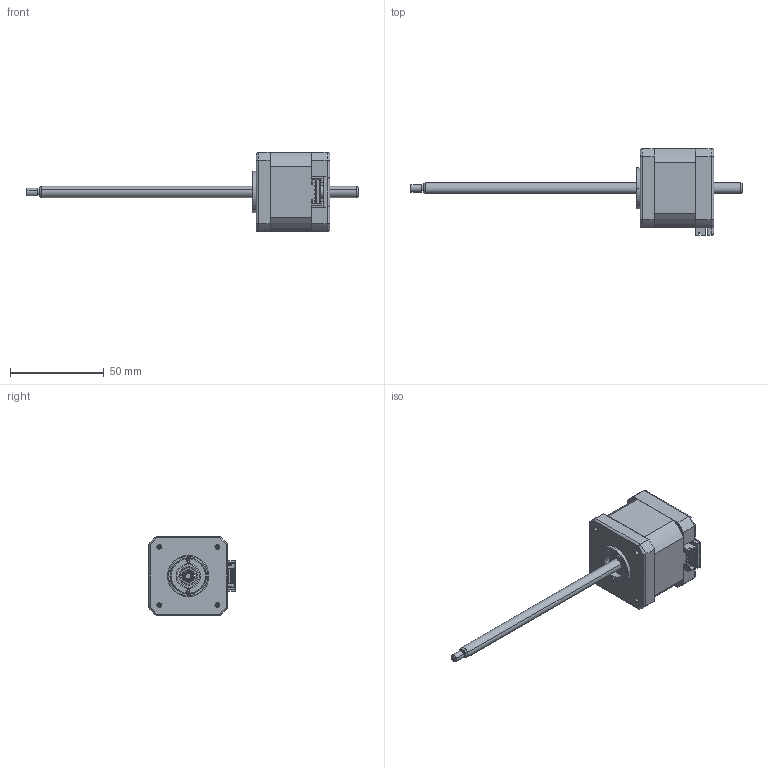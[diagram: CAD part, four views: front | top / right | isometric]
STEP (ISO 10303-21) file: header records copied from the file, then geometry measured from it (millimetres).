
FILE_DESCRIPTION (( 'STEP AP203' ), '1' );
FILE_NAME ('LN172S-W0601-170-S-150.STEP', '2019-04-13T08:31:24', ( 'Sky123.Org' ), ( 'Sky123.Org' ), 'SwSTEP 2.0', 'SolidWorks 2014', '' );
FILE_SCHEMA (( 'CONFIG_CONTROL_DESIGN' ));
Length unit declared in the file: millimetre
Products named in the file (1): LN172S-W0601-170-S-150
Bounding box: 177 x 46.2 x 42.2 mm (x, y, z)
Surface area: 18863.3 mm2 (no closed solid volume)
Topology: 0 solids, 18 shells, 290 faces, 957 edges, 670 vertices
Faces by surface type: plane 150, cylinder 70, cone 48, torus 14, sphere 8
Entity records: 11085 total; most frequent: CARTESIAN_POINT 2770, DIRECTION 1665, ORIENTED_EDGE 1598, EDGE_CURVE 957, VERTEX_POINT 670, LINE 567, VECTOR 567, AXIS2_PLACEMENT_3D 549
